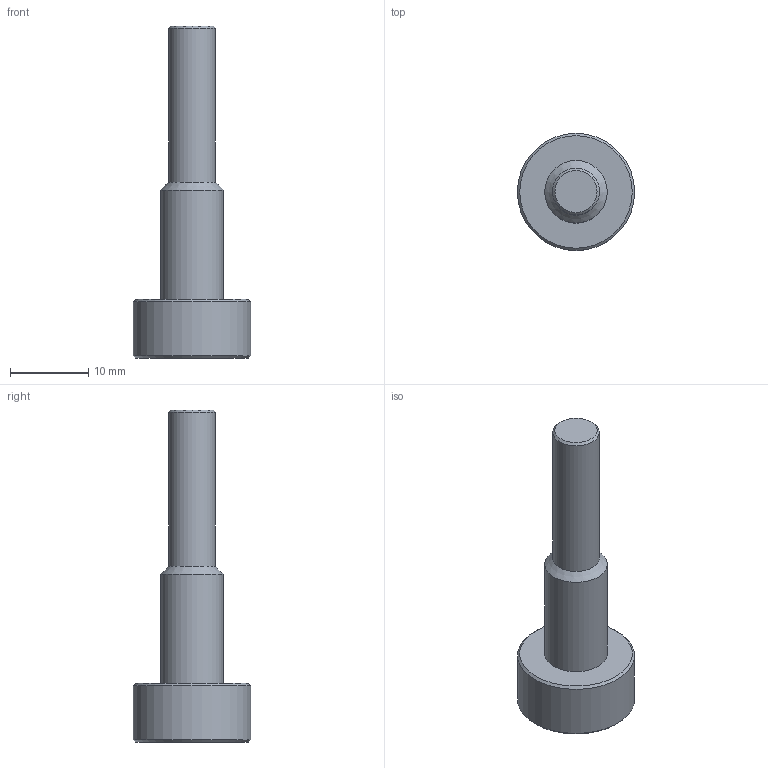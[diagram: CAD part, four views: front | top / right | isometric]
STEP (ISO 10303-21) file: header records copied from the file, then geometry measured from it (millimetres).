
FILE_DESCRIPTION(/* description */ (''),/* implementation_level */ '2;1');
FILE_NAME(/* name */ 'Morini 500 Bremse Schraubolzen.stp',/* time_stamp */ '2020-04-13T16:33:22+02:00',/* author */ ('mfr'),/* organization */ ('TraceParts S.A.'),/* preprocessor_version */ 'ST-DEVELOPER v16.5',/* originating_system */ 'Autodesk Inventor 2017',/* authorisation */ '');
FILE_SCHEMA (('AUTOMOTIVE_DESIGN { 1 0 10303 214 3 1 1 }'));
Length unit declared in the file: millimetre
Products named in the file (1): Morini 500 Bremse Schraubolzen
Bounding box: 15 x 15 x 42.5 mm (x, y, z)
Volume: 2125.3 mm3; surface area: 1657.7 mm2
Topology: 1 solids, 1 shells, 25 faces, 52 edges, 31 vertices
Faces by surface type: cone 11, plane 10, cylinder 4
Full cylindrical faces by diameter (mm): 6 x2, 8 x1, 15 x1
Entity records: 610 total; most frequent: CARTESIAN_POINT 120, DIRECTION 98, ORIENTED_EDGE 82, AXIS2_PLACEMENT_3D 43, EDGE_CURVE 41, EDGE_LOOP 36, VERTEX_POINT 29, FACE_OUTER_BOUND 25
